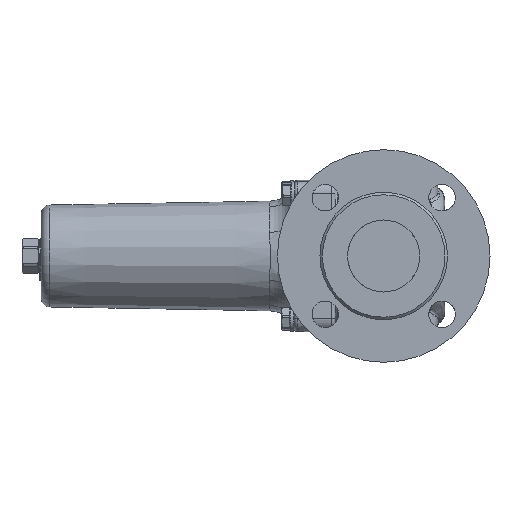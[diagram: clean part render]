
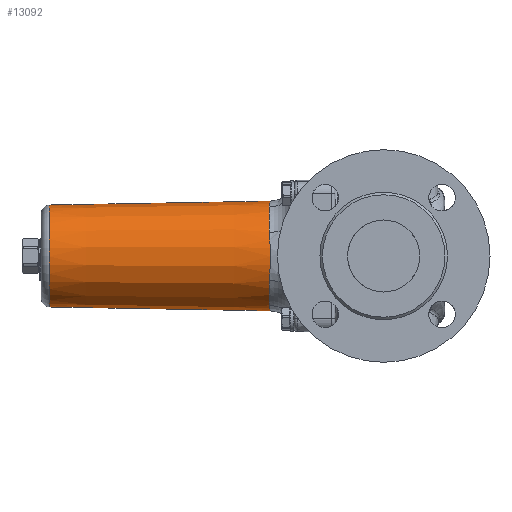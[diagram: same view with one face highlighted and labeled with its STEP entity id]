
A CAD part, left-side view. The second image highlights one B-rep face of the part: STEP entity #13092.
In plain terms, the highlighted conical face has half-angle 1 degrees and reference radius 33 mm.
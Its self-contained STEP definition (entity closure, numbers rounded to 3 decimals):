
#897=LINE('',#37669,#1402);
#1402=VECTOR('',#16340,33.);
#1559=CONICAL_SURFACE('',#14076,33.,0.017);
#3240=B_SPLINE_CURVE_WITH_KNOTS('',3,(#37671,#37672,#37673,#37674,#37675,
#37676),.UNSPECIFIED.,.F.,.F.,(4,1,1,4),(-3.142,-2.244,
-0.449,0.),.UNSPECIFIED.);
#3241=B_SPLINE_CURVE_WITH_KNOTS('',3,(#37679,#37680,#37681,#37682,#37683,
#37684,#37685),.UNSPECIFIED.,.F.,.F.,(4,1,1,1,4),(-3.142,-2.244,
-0.449,1.346,3.142),.UNSPECIFIED.);
#3242=B_SPLINE_CURVE_WITH_KNOTS('',3,(#37687,#37688,#37689,#37690,#37691,
#37692,#37693),.UNSPECIFIED.,.F.,.F.,(4,1,1,1,4),(-3.142,-2.244,
-0.449,1.346,3.142),.UNSPECIFIED.);
#3243=B_SPLINE_CURVE_WITH_KNOTS('',3,(#37696,#37697,#37698,#37699,#37700,
#37701,#37702),.UNSPECIFIED.,.F.,.F.,(4,1,1,1,4),(-3.142,-2.244,
-0.449,1.346,3.142),.UNSPECIFIED.);
#3244=B_SPLINE_CURVE_WITH_KNOTS('',3,(#37703,#37704,#37705,#37706,#37707),
 .UNSPECIFIED.,.F.,.F.,(4,1,4),(0.,1.346,3.142),
 .UNSPECIFIED.);
#3855=FACE_OUTER_BOUND('',#4658,.T.);
#4658=EDGE_LOOP('',(#11407,#11408,#11409,#11410,#11411,#11412,#11413,#11414,
#11415,#11416,#11417,#11418,#11419));
#5148=CIRCLE('',#13839,32.743);
#5155=CIRCLE('',#13848,32.743);
#5214=CIRCLE('',#14073,30.45);
#5216=CIRCLE('',#14075,30.45);
#5217=CIRCLE('',#14077,32.743);
#5218=CIRCLE('',#14078,32.743);
#6137=VERTEX_POINT('',#36703);
#6138=VERTEX_POINT('',#36705);
#6148=VERTEX_POINT('',#36731);
#6150=VERTEX_POINT('',#36734);
#6312=VERTEX_POINT('',#37662);
#6313=VERTEX_POINT('',#37663);
#6314=VERTEX_POINT('',#37668);
#6315=VERTEX_POINT('',#37670);
#6316=VERTEX_POINT('',#37677);
#6317=VERTEX_POINT('',#37686);
#6318=VERTEX_POINT('',#37694);
#7767=EDGE_CURVE('',#6137,#6138,#5148,.T.);
#7779=EDGE_CURVE('',#6148,#6150,#5155,.T.);
#8062=EDGE_CURVE('',#6312,#6313,#5214,.T.);
#8064=EDGE_CURVE('',#6313,#6312,#5216,.T.);
#8065=EDGE_CURVE('',#6312,#6314,#897,.T.);
#8066=EDGE_CURVE('',#6315,#6314,#3240,.T.);
#8067=EDGE_CURVE('',#6316,#6315,#5217,.T.);
#8068=EDGE_CURVE('',#6150,#6316,#3241,.T.);
#8069=EDGE_CURVE('',#6317,#6148,#3242,.T.);
#8070=EDGE_CURVE('',#6318,#6317,#5218,.T.);
#8071=EDGE_CURVE('',#6138,#6318,#3243,.T.);
#8072=EDGE_CURVE('',#6314,#6137,#3244,.T.);
#11407=ORIENTED_EDGE('',*,*,#8062,.F.);
#11408=ORIENTED_EDGE('',*,*,#8065,.T.);
#11409=ORIENTED_EDGE('',*,*,#8066,.F.);
#11410=ORIENTED_EDGE('',*,*,#8067,.F.);
#11411=ORIENTED_EDGE('',*,*,#8068,.F.);
#11412=ORIENTED_EDGE('',*,*,#7779,.F.);
#11413=ORIENTED_EDGE('',*,*,#8069,.F.);
#11414=ORIENTED_EDGE('',*,*,#8070,.F.);
#11415=ORIENTED_EDGE('',*,*,#8071,.F.);
#11416=ORIENTED_EDGE('',*,*,#7767,.F.);
#11417=ORIENTED_EDGE('',*,*,#8072,.F.);
#11418=ORIENTED_EDGE('',*,*,#8065,.F.);
#11419=ORIENTED_EDGE('',*,*,#8064,.F.);
#13092=ADVANCED_FACE('',(#3855),#1559,.T.);
#13839=AXIS2_PLACEMENT_3D('',#36706,#15703,#15704);
#13848=AXIS2_PLACEMENT_3D('',#36735,#15725,#15726);
#14073=AXIS2_PLACEMENT_3D('',#37664,#16332,#16333);
#14075=AXIS2_PLACEMENT_3D('',#37666,#16336,#16337);
#14076=AXIS2_PLACEMENT_3D('',#37667,#16338,#16339);
#14077=AXIS2_PLACEMENT_3D('',#37678,#16341,#16342);
#14078=AXIS2_PLACEMENT_3D('',#37695,#16343,#16344);
#15703=DIRECTION('center_axis',(0.,-1.,0.));
#15704=DIRECTION('ref_axis',(0.009,0.,-1.));
#15725=DIRECTION('center_axis',(0.,-1.,0.));
#15726=DIRECTION('ref_axis',(0.009,0.,-1.));
#16332=DIRECTION('center_axis',(0.,1.,0.));
#16333=DIRECTION('ref_axis',(0.009,0.,-1.));
#16336=DIRECTION('center_axis',(0.,1.,0.));
#16337=DIRECTION('ref_axis',(0.009,0.,-1.));
#16338=DIRECTION('center_axis',(0.,-1.,0.));
#16339=DIRECTION('ref_axis',(0.009,0.,-1.));
#16340=DIRECTION('',(0.,-1.,0.017));
#16341=DIRECTION('center_axis',(0.,-1.,0.));
#16342=DIRECTION('ref_axis',(0.009,0.,-1.));
#16343=DIRECTION('center_axis',(0.,-1.,0.));
#16344=DIRECTION('ref_axis',(0.009,0.,-1.));
#36703=CARTESIAN_POINT('',(-14.729,68.304,29.243));
#36705=CARTESIAN_POINT('',(-29.498,68.304,14.211));
#36706=CARTESIAN_POINT('Origin',(0.,68.304,
0.));
#36731=CARTESIAN_POINT('',(14.729,68.304,-29.243));
#36734=CARTESIAN_POINT('',(29.498,68.304,-14.211));
#36735=CARTESIAN_POINT('Origin',(0.,68.304,
0.));
#37662=CARTESIAN_POINT('',(-0.269,199.653,30.449));
#37663=CARTESIAN_POINT('',(-30.449,199.653,-0.269));
#37664=CARTESIAN_POINT('Origin',(0.,199.653,
0.));
#37666=CARTESIAN_POINT('Origin',(0.,199.653,
0.));
#37667=CARTESIAN_POINT('Origin',(0.,53.566,
0.));
#37668=CARTESIAN_POINT('',(-0.289,67.575,32.754));
#37669=CARTESIAN_POINT('',(-0.291,53.566,32.999));
#37670=CARTESIAN_POINT('',(14.211,68.304,29.498));
#37671=CARTESIAN_POINT('Ctrl Pts',(14.211,68.304,29.498));
#37672=CARTESIAN_POINT('Ctrl Pts',(12.924,68.304,30.118));
#37673=CARTESIAN_POINT('Ctrl Pts',(8.946,68.077,31.728));
#37674=CARTESIAN_POINT('Ctrl Pts',(3.998,67.615,32.675));
#37675=CARTESIAN_POINT('Ctrl Pts',(0.426,67.573,32.76));
#37676=CARTESIAN_POINT('Ctrl Pts',(-0.289,67.575,32.754));
#37677=CARTESIAN_POINT('',(29.243,68.304,14.729));
#37678=CARTESIAN_POINT('Origin',(0.,68.304,
0.));
#37679=CARTESIAN_POINT('Ctrl Pts',(29.498,68.304,-14.211));
#37680=CARTESIAN_POINT('Ctrl Pts',(30.118,68.304,-12.924));
#37681=CARTESIAN_POINT('Ctrl Pts',(31.728,68.077,-8.946));
#37682=CARTESIAN_POINT('Ctrl Pts',(33.081,67.417,-1.878));
#37683=CARTESIAN_POINT('Ctrl Pts',(32.434,67.732,6.75));
#37684=CARTESIAN_POINT('Ctrl Pts',(30.528,68.304,12.177));
#37685=CARTESIAN_POINT('Ctrl Pts',(29.243,68.304,14.729));
#37686=CARTESIAN_POINT('',(-14.211,68.304,-29.498));
#37687=CARTESIAN_POINT('Ctrl Pts',(-14.211,68.304,-29.498));
#37688=CARTESIAN_POINT('Ctrl Pts',(-12.924,68.304,-30.118));
#37689=CARTESIAN_POINT('Ctrl Pts',(-8.946,68.077,-31.728));
#37690=CARTESIAN_POINT('Ctrl Pts',(-1.878,67.417,-33.081));
#37691=CARTESIAN_POINT('Ctrl Pts',(6.75,67.732,-32.434));
#37692=CARTESIAN_POINT('Ctrl Pts',(12.177,68.304,-30.528));
#37693=CARTESIAN_POINT('Ctrl Pts',(14.729,68.304,-29.243));
#37694=CARTESIAN_POINT('',(-29.243,68.304,-14.729));
#37695=CARTESIAN_POINT('Origin',(0.,68.304,
0.));
#37696=CARTESIAN_POINT('Ctrl Pts',(-29.498,68.304,14.211));
#37697=CARTESIAN_POINT('Ctrl Pts',(-30.118,68.304,12.924));
#37698=CARTESIAN_POINT('Ctrl Pts',(-31.728,68.077,8.946));
#37699=CARTESIAN_POINT('Ctrl Pts',(-33.081,67.417,1.878));
#37700=CARTESIAN_POINT('Ctrl Pts',(-32.434,67.732,-6.75));
#37701=CARTESIAN_POINT('Ctrl Pts',(-30.528,68.304,-12.177));
#37702=CARTESIAN_POINT('Ctrl Pts',(-29.243,68.304,-14.729));
#37703=CARTESIAN_POINT('Ctrl Pts',(-0.289,67.575,32.754));
#37704=CARTESIAN_POINT('Ctrl Pts',(-2.432,67.58,32.735));
#37705=CARTESIAN_POINT('Ctrl Pts',(-7.429,67.804,32.196));
#37706=CARTESIAN_POINT('Ctrl Pts',(-12.177,68.304,30.528));
#37707=CARTESIAN_POINT('Ctrl Pts',(-14.729,68.304,29.243));
